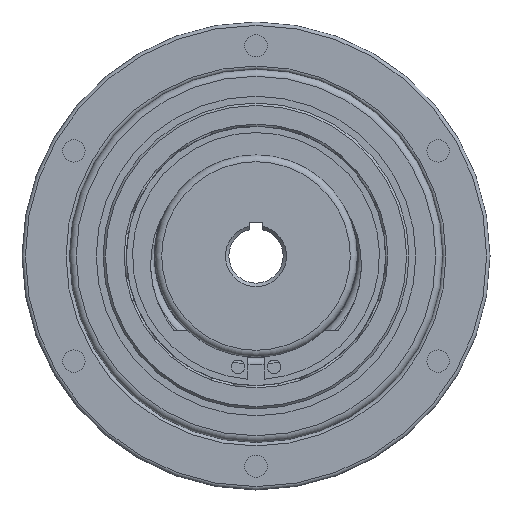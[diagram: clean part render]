
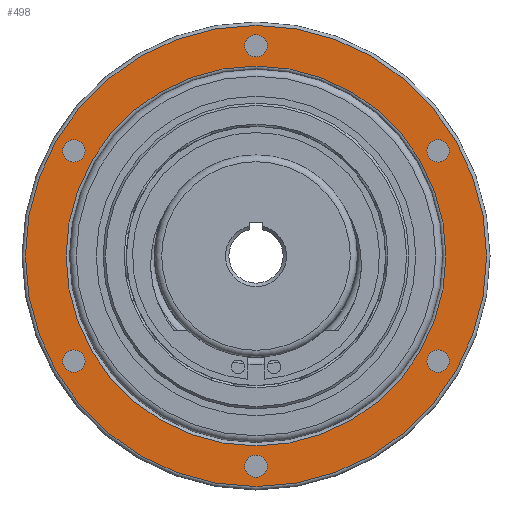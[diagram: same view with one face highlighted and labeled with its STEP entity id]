
A CAD part, left-side view. The second image highlights one B-rep face of the part: STEP entity #498.
In plain terms, the highlighted planar face has unit normal (-1, 0, 0).
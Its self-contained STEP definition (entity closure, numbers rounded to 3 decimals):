
#498 = ADVANCED_FACE( '', ( #1094, #1095, #1096, #1097, #1098, #1099, #1100, #1101 ), #1102, .F. );
#1094 = FACE_OUTER_BOUND( '', #1708, .T. );
#1095 = FACE_BOUND( '', #1709, .T. );
#1096 = FACE_BOUND( '', #1710, .T. );
#1097 = FACE_BOUND( '', #1711, .T. );
#1098 = FACE_BOUND( '', #1712, .T. );
#1099 = FACE_BOUND( '', #1713, .T. );
#1100 = FACE_BOUND( '', #1714, .T. );
#1101 = FACE_BOUND( '', #1715, .T. );
#1102 = PLANE( '', #1716 );
#1708 = EDGE_LOOP( '', ( #3072 ) );
#1709 = EDGE_LOOP( '', ( #3073 ) );
#1710 = EDGE_LOOP( '', ( #3074 ) );
#1711 = EDGE_LOOP( '', ( #3075 ) );
#1712 = EDGE_LOOP( '', ( #3076 ) );
#1713 = EDGE_LOOP( '', ( #3077 ) );
#1714 = EDGE_LOOP( '', ( #3078 ) );
#1715 = EDGE_LOOP( '', ( #3079 ) );
#1716 = AXIS2_PLACEMENT_3D( '', #3080, #3081, #3082 );
#3072 = ORIENTED_EDGE( '', *, *, #3434, .T. );
#3073 = ORIENTED_EDGE( '', *, *, #3724, .T. );
#3074 = ORIENTED_EDGE( '', *, *, #3295, .T. );
#3075 = ORIENTED_EDGE( '', *, *, #3445, .T. );
#3076 = ORIENTED_EDGE( '', *, *, #3321, .T. );
#3077 = ORIENTED_EDGE( '', *, *, #3348, .T. );
#3078 = ORIENTED_EDGE( '', *, *, #3665, .T. );
#3079 = ORIENTED_EDGE( '', *, *, #3497, .T. );
#3080 = CARTESIAN_POINT( '', ( 4.5, 0., 34.5 ) );
#3081 = DIRECTION( '', ( 1., 0., 0. ) );
#3082 = DIRECTION( '', ( 0., 1., 0. ) );
#3295 = EDGE_CURVE( '', #3927, #3927, #3928, .T. );
#3321 = EDGE_CURVE( '', #3970, #3970, #3971, .T. );
#3348 = EDGE_CURVE( '', #4014, #4014, #4015, .T. );
#3434 = EDGE_CURVE( '', #4146, #4146, #4147, .T. );
#3445 = EDGE_CURVE( '', #4164, #4164, #4165, .T. );
#3497 = EDGE_CURVE( '', #4246, #4246, #4247, .T. );
#3665 = EDGE_CURVE( '', #4474, #4474, #4475, .T. );
#3724 = EDGE_CURVE( '', #4544, #4544, #4545, .T. );
#3927 = VERTEX_POINT( '', #5154 );
#3928 = CIRCLE( '', #5155, 1.65 );
#3970 = VERTEX_POINT( '', #5245 );
#3971 = CIRCLE( '', #5246, 1.65 );
#4014 = VERTEX_POINT( '', #5420 );
#4015 = CIRCLE( '', #5421, 1.65 );
#4146 = VERTEX_POINT( '', #5835 );
#4147 = CIRCLE( '', #5836, 34. );
#4164 = VERTEX_POINT( '', #5880 );
#4165 = CIRCLE( '', #5881, 1.65 );
#4246 = VERTEX_POINT( '', #6172 );
#4247 = CIRCLE( '', #6173, 1.65 );
#4474 = VERTEX_POINT( '', #6746 );
#4475 = CIRCLE( '', #6747, 1.65 );
#4544 = VERTEX_POINT( '', #6853 );
#4545 = CIRCLE( '', #6854, 28. );
#5154 = CARTESIAN_POINT( '', ( 4.5, -26.847, 13.85 ) );
#5155 = AXIS2_PLACEMENT_3D( '', #6990, #6991, #6992 );
#5245 = CARTESIAN_POINT( '', ( 4.5, 0., -32.65 ) );
#5246 = AXIS2_PLACEMENT_3D( '', #7033, #7034, #7035 );
#5420 = CARTESIAN_POINT( '', ( 4.5, 26.847, -17.15 ) );
#5421 = AXIS2_PLACEMENT_3D( '', #7056, #7057, #7058 );
#5835 = CARTESIAN_POINT( '', ( 4.5, 0., -34. ) );
#5836 = AXIS2_PLACEMENT_3D( '', #7166, #7167, #7168 );
#5880 = CARTESIAN_POINT( '', ( 4.5, -26.847, -17.15 ) );
#5881 = AXIS2_PLACEMENT_3D( '', #7183, #7184, #7185 );
#6172 = CARTESIAN_POINT( '', ( 4.5, 0., 29.35 ) );
#6173 = AXIS2_PLACEMENT_3D( '', #7226, #7227, #7228 );
#6746 = CARTESIAN_POINT( '', ( 4.5, 26.847, 13.85 ) );
#6747 = AXIS2_PLACEMENT_3D( '', #7447, #7448, #7449 );
#6853 = CARTESIAN_POINT( '', ( 4.5, 0., -28. ) );
#6854 = AXIS2_PLACEMENT_3D( '', #7505, #7506, #7507 );
#6990 = CARTESIAN_POINT( '', ( 4.5, -26.847, 15.5 ) );
#6991 = DIRECTION( '', ( 1., 0., 0. ) );
#6992 = DIRECTION( '', ( 0., 0., -1. ) );
#7033 = CARTESIAN_POINT( '', ( 4.5, 0., -31. ) );
#7034 = DIRECTION( '', ( 1., 0., 0. ) );
#7035 = DIRECTION( '', ( 0., 0., -1. ) );
#7056 = CARTESIAN_POINT( '', ( 4.5, 26.847, -15.5 ) );
#7057 = DIRECTION( '', ( 1., 0., 0. ) );
#7058 = DIRECTION( '', ( 0., 0., -1. ) );
#7166 = CARTESIAN_POINT( '', ( 4.5, 0., 0. ) );
#7167 = DIRECTION( '', ( -1., 0., 0. ) );
#7168 = DIRECTION( '', ( 0., 0., -1. ) );
#7183 = CARTESIAN_POINT( '', ( 4.5, -26.847, -15.5 ) );
#7184 = DIRECTION( '', ( 1., 0., 0. ) );
#7185 = DIRECTION( '', ( 0., 0., -1. ) );
#7226 = CARTESIAN_POINT( '', ( 4.5, 0., 31. ) );
#7227 = DIRECTION( '', ( 1., 0., 0. ) );
#7228 = DIRECTION( '', ( 0., 0., -1. ) );
#7447 = CARTESIAN_POINT( '', ( 4.5, 26.847, 15.5 ) );
#7448 = DIRECTION( '', ( 1., 0., 0. ) );
#7449 = DIRECTION( '', ( 0., 0., -1. ) );
#7505 = CARTESIAN_POINT( '', ( 4.5, 0., 0. ) );
#7506 = DIRECTION( '', ( 1., 0., 0. ) );
#7507 = DIRECTION( '', ( 0., 0., -1. ) );
